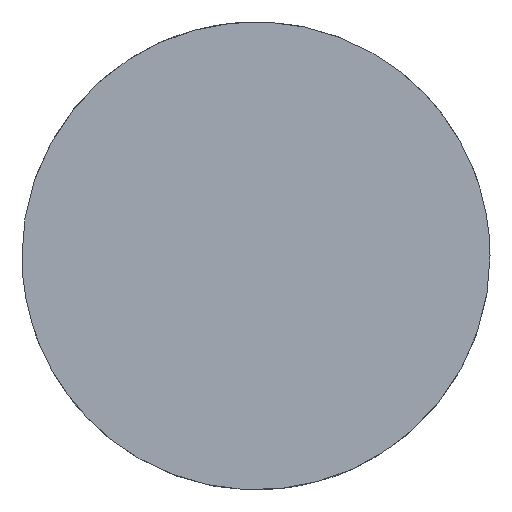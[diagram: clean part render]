
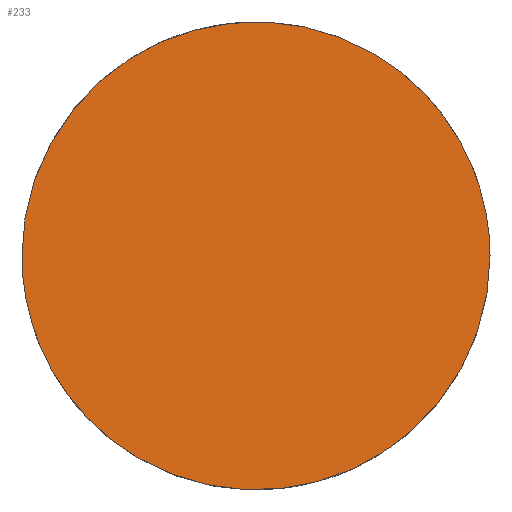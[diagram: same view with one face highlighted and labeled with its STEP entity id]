
A CAD part, top view. The second image highlights one B-rep face of the part: STEP entity #233.
In plain terms, the highlighted planar face has unit normal (0.134, 0, 0.991).
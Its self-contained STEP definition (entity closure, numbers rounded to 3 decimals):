
#20 = CARTESIAN_POINT ( 'NONE',  ( -12.5, 0., 6.371 ) ) ;
#21 = CARTESIAN_POINT ( 'NONE',  ( -12.5, 0., 6.371 ) ) ;
#32 = DIRECTION ( 'NONE',  ( -0.991, 0., 0.134 ) ) ;
#38 =( BOUNDED_CURVE ( )  B_SPLINE_CURVE ( 3, ( #21, #126, #48, #46 ),
 .UNSPECIFIED., .F., .T. ) 
 B_SPLINE_CURVE_WITH_KNOTS ( ( 4, 4 ),
 ( 3.142, 6.283 ),
 .UNSPECIFIED. ) 
 CURVE ( )  GEOMETRIC_REPRESENTATION_ITEM ( )  RATIONAL_B_SPLINE_CURVE ( ( 1., 0.333, 0.333, 1. ) ) 
 REPRESENTATION_ITEM ( '' )  );
#43 = VERTEX_POINT ( 'NONE', #20 ) ;
#46 = CARTESIAN_POINT ( 'NONE',  ( 12.5, 0., 3. ) ) ;
#48 = CARTESIAN_POINT ( 'NONE',  ( 12.5, 25., 3. ) ) ;
#54 = CARTESIAN_POINT ( 'NONE',  ( 12.5, 0., 3. ) ) ;
#61 = EDGE_LOOP ( 'NONE', ( #192, #120 ) ) ;
#73 = PLANE ( 'NONE',  #84 ) ;
#74 = CARTESIAN_POINT ( 'NONE',  ( 12.5, 0., 3. ) ) ;
#76 = EDGE_CURVE ( 'NONE', #43, #162, #38, .T. ) ;
#84 = AXIS2_PLACEMENT_3D ( 'NONE', #246, #195, #32 ) ;
#120 = ORIENTED_EDGE ( 'NONE', *, *, #191, .F. ) ;
#126 = CARTESIAN_POINT ( 'NONE',  ( -12.5, 25., 6.371 ) ) ;
#152 =( BOUNDED_CURVE ( )  B_SPLINE_CURVE ( 3, ( #74, #229, #154, #171 ),
 .UNSPECIFIED., .F., .T. ) 
 B_SPLINE_CURVE_WITH_KNOTS ( ( 4, 4 ),
 ( 0., 3.142 ),
 .UNSPECIFIED. ) 
 CURVE ( )  GEOMETRIC_REPRESENTATION_ITEM ( )  RATIONAL_B_SPLINE_CURVE ( ( 1., 0.333, 0.333, 1. ) ) 
 REPRESENTATION_ITEM ( '' )  );
#154 = CARTESIAN_POINT ( 'NONE',  ( -12.5, -25., 6.371 ) ) ;
#162 = VERTEX_POINT ( 'NONE', #54 ) ;
#171 = CARTESIAN_POINT ( 'NONE',  ( -12.5, 0., 6.371 ) ) ;
#191 = EDGE_CURVE ( 'NONE', #162, #43, #152, .T. ) ;
#192 = ORIENTED_EDGE ( 'NONE', *, *, #76, .F. ) ;
#195 = DIRECTION ( 'NONE',  ( -0.134, 0., -0.991 ) ) ;
#224 = FACE_OUTER_BOUND ( 'NONE', #61, .T. ) ;
#229 = CARTESIAN_POINT ( 'NONE',  ( 12.5, -25., 3. ) ) ;
#233 = ADVANCED_FACE ( 'NONE', ( #224 ), #73, .F. ) ;
#246 = CARTESIAN_POINT ( 'NONE',  ( 12.5, -25., 3. ) ) ;
